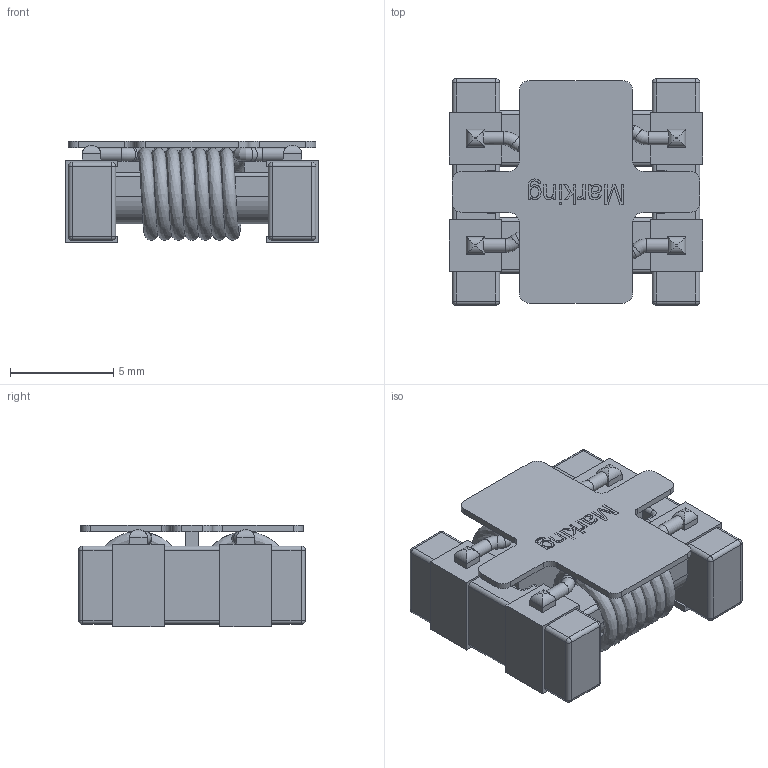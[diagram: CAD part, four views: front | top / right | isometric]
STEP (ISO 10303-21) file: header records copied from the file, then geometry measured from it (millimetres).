
FILE_DESCRIPTION(/* description */ ('Unknown'),/* implementation_level */ '2;1');
FILE_NAME(/* name */ 'YT12117PT',/* time_stamp */ '2020-06-25T14:50:36+02:00',/* author */ ('Unknown'),/* organization */ ('Unknown'),/* preprocessor_version */ 'ST-DEVELOPER v16.7',/* originating_system */ 'DEX',/* authorisation */ $);
FILE_SCHEMA (('AUTOMOTIVE_DESIGN {1 0 10303 214 3 1 1}'));
Length unit declared in the file: millimetre
Products named in the file (5): YT12117PT; Cap; Ferrite; Coil; Coil_2
Assembly tree (4 placements, depth 2):
  YT12117PT
    Cap
    Ferrite
    Coil
    Coil_2
Bounding box: 12.3 x 11 x 4.9 mm (x, y, z)
Volume: 382.3 mm3; surface area: 1028.3 mm2
Topology: 4 solids, 4 shells, 331 faces, 843 edges, 521 vertices
Faces by surface type: plane 173, cylinder 104, torus 20, bspline 18, sphere 16
Full cylindrical faces by diameter (mm): 0.65 x4
Entity records: 13687 total; most frequent: CARTESIAN_POINT 3761, ORIENTED_EDGE 1606, DIRECTION 1525, EDGE_CURVE 803, AXIS2_PLACEMENT_3D 529, VERTEX_POINT 516, LINE 467, VECTOR 467
